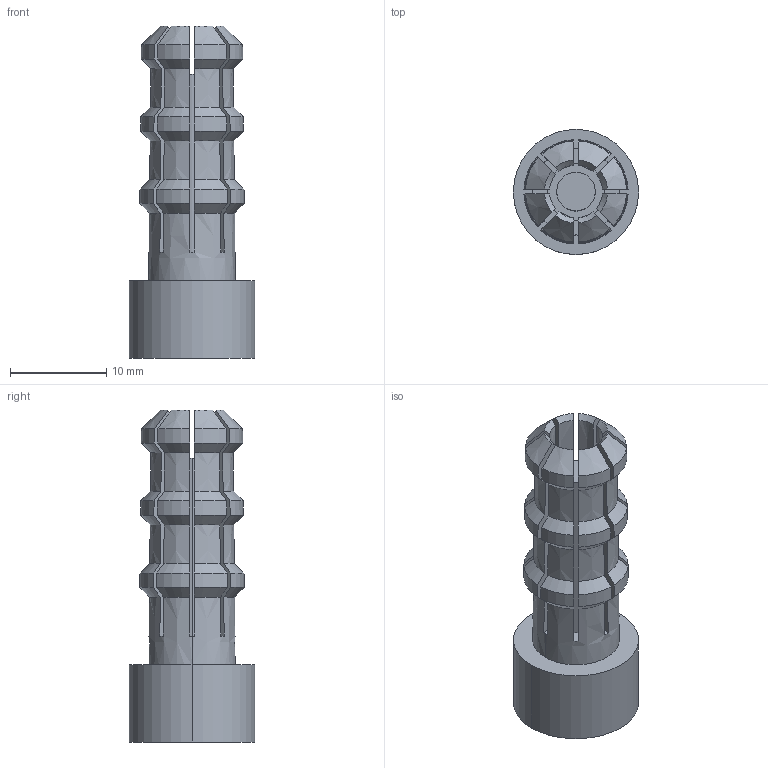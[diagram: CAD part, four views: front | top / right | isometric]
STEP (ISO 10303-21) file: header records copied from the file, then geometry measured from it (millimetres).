
FILE_DESCRIPTION(('FreeCAD Model'),'2;1');
FILE_NAME('Open CASCADE Shape Model','2024-12-02T16:40:10',('Author'),( ''),'Open CASCADE STEP processor 7.6','FreeCAD','Unknown');
FILE_SCHEMA(('AUTOMOTIVE_DESIGN { 1 0 10303 214 1 1 1 1 }'));
Length unit declared in the file: millimetre
Products named in the file (1): Cut
Bounding box: 13 x 13 x 34.48 mm (x, y, z)
Volume: 2269 mm3; surface area: 2619.3 mm2
Topology: 1 solids, 1 shells, 160 faces, 465 edges, 310 vertices
Faces by surface type: cone 100, plane 31, extrusion 25, cylinder 4
Entity records: 15944 total; most frequent: CARTESIAN_POINT 7879, DIRECTION 1015, ORIENTED_EDGE 930, PCURVE 930, DEFINITIONAL_REPRESENTATION 930, B_SPLINE_CURVE_WITH_KNOTS 826, EDGE_CURVE 465, SURFACE_CURVE 465
